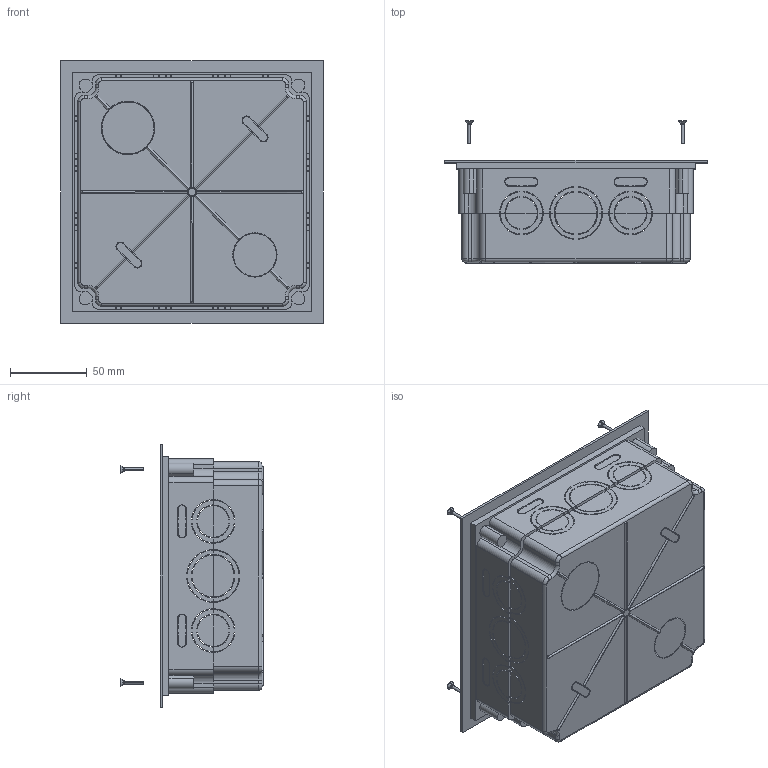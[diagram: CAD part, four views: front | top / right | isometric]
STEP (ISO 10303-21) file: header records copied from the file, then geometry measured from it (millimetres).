
FILE_DESCRIPTION (( 'STEP AP214' ), '1' );
FILE_NAME ('2003124.STP', '2016-05-10T11:39:44', ( '' ), ( '' ), 'SwSTEP 2.0', 'SolidWorks 2014', '' );
FILE_SCHEMA (( 'AUTOMOTIVE_DESIGN' ));
Length unit declared in the file: millimetre
Products named in the file (5): 2003124; UP200-50_UV150D; UP200-20-13_in der Box; UP300-10-15_L15; UP200-20-30_Standard
Assembly tree (7 placements, depth 3):
  2003124
    UP200-20-13_in der Box
      UP200-20-30_Standard
      UP300-10-15_L15  x4
    UP200-50_UV150D
Bounding box: 171 x 93 x 171 mm (x, y, z)
Volume: 140184.8 mm3; surface area: 187414 mm2
Topology: 6 solids, 6 shells, 977 faces, 3206 edges, 2108 vertices
Faces by surface type: plane 479, cylinder 386, bspline 64, torus 32, sphere 8, cone 8
Entity records: 37372 total; most frequent: CARTESIAN_POINT 9872, ORIENTED_EDGE 6180, DIRECTION 5315, EDGE_CURVE 3090, VERTEX_POINT 2039, LINE 1833, VECTOR 1833, AXIS2_PLACEMENT_3D 1741
